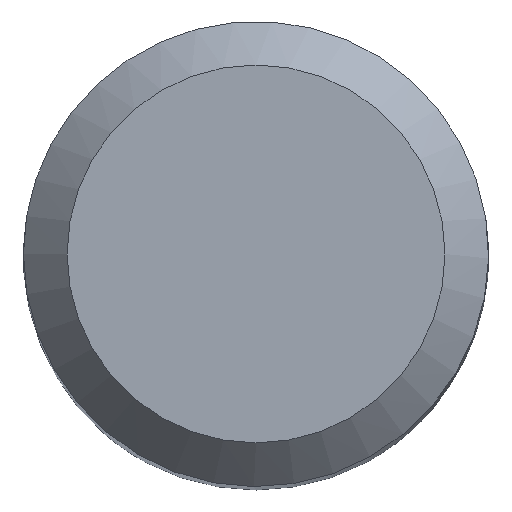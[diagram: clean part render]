
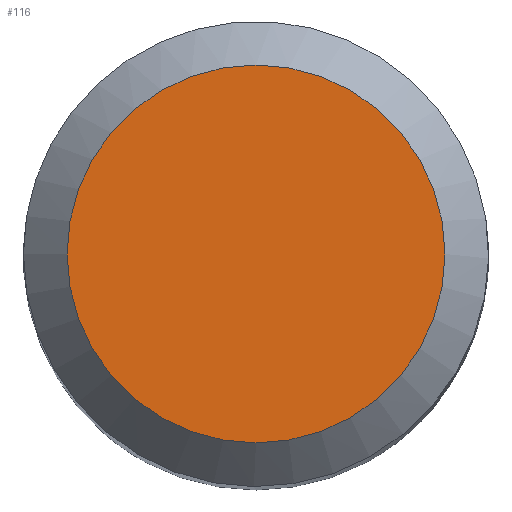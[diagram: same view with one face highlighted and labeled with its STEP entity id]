
A CAD part, top view. The second image highlights one B-rep face of the part: STEP entity #116.
In plain terms, the highlighted planar face has unit normal (0, 0, 1).
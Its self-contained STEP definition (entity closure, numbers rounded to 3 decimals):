
#36=PLANE('',#606);
#116=ADVANCED_FACE('',(#156),#36,.F.);
#156=FACE_OUTER_BOUND('',#191,.T.);
#191=EDGE_LOOP('',(#321));
#321=ORIENTED_EDGE('',*,*,#452,.F.);
#405=VERTEX_POINT('',#944);
#452=EDGE_CURVE('',#405,#405,#513,.T.);
#513=CIRCLE('',#582,6.5);
#582=AXIS2_PLACEMENT_3D('',#943,#671,#672);
#606=AXIS2_PLACEMENT_3D('',#1078,#731,#732);
#671=DIRECTION('',(0.,0.,-1.));
#672=DIRECTION('',(-1.,0.,0.));
#731=DIRECTION('',(0.,0.,-1.));
#732=DIRECTION('',(1.,0.,0.));
#943=CARTESIAN_POINT('',(0.,0.,0.));
#944=CARTESIAN_POINT('',(-6.5,0.,0.));
#1078=CARTESIAN_POINT('',(0.,6.5,0.));
